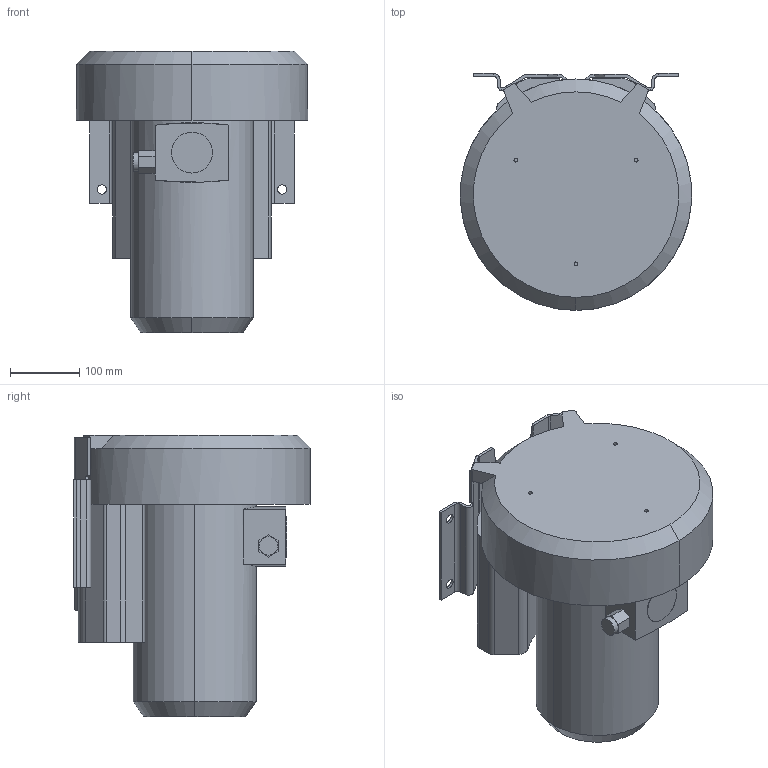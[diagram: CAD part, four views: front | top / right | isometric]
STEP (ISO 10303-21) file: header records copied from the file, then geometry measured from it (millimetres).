
FILE_DESCRIPTION(/* description */ (''),/* implementation_level */ '2;1');
FILE_NAME(/* name */ '2RB510-1AQ36-JT-.stp',/* time_stamp */ '2025-07-14T11:00:16+08:00',/* author */ (''),/* organization */ (''),/* preprocessor_version */ 'ST-DEVELOPER v16',/* originating_system */ 'SIEMENS PLM Software NX 10.0',/* authorisation */ '');
FILE_SCHEMA (('AP203_CONFIGURATION_CONTROLLED_3D_DESIGN_OF_MECHANICAL_PARTS_AND_ASSEMBLIES_MIM_LF { 1 0 10303 403 2 1 2}'));
Length unit declared in the file: millimetre
Products named in the file (1): Admi051CEFCEdbji
Bounding box: 333.8 x 342 x 406.7 mm (x, y, z)
Volume: 19804127 mm3; surface area: 735053.1 mm2
Topology: 1 solids, 1 shells, 196 faces, 523 edges, 343 vertices
Faces by surface type: plane 96, cylinder 92, cone 6, bspline 2
Full cylindrical faces by diameter (mm): 26.3 x1, 59 x1
Entity records: 6389 total; most frequent: CARTESIAN_POINT 1234, DIRECTION 1097, ORIENTED_EDGE 1038, EDGE_CURVE 519, AXIS2_PLACEMENT_3D 402, VERTEX_POINT 341, LINE 293, VECTOR 293
